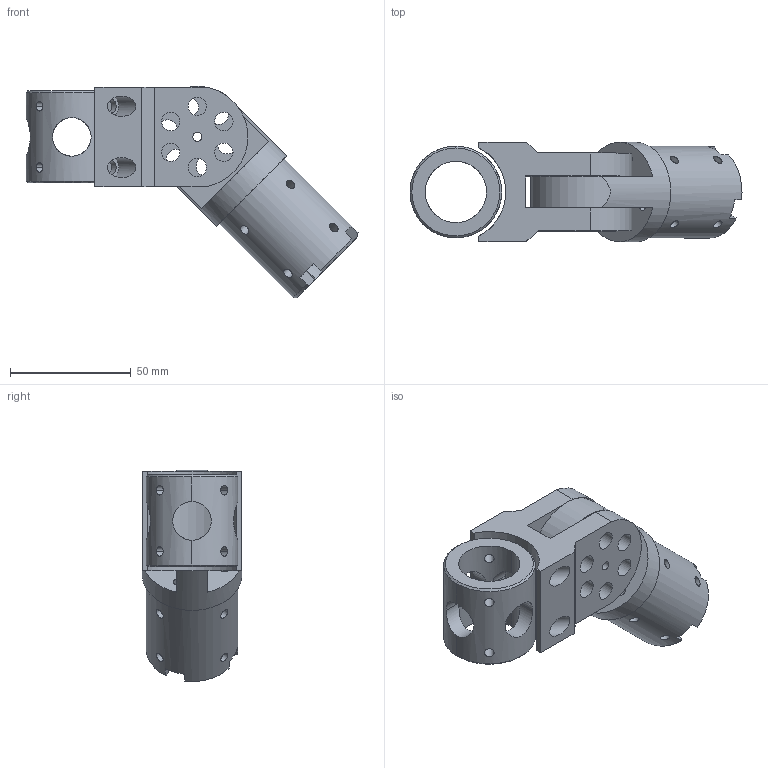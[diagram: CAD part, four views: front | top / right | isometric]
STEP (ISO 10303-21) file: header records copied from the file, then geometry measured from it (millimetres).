
FILE_DESCRIPTION(/* description */ ('Alibre Inc.'),/* implementation_level */ '2;1');
FILE_NAME(/* name */ 'export0',/* time_stamp */ '2016-08-08T20:58:41-07:00',/* author */ (''),/* organization */ (''),/* preprocessor_version */ 'ST-DEVELOPER v14',/* originating_system */ 'Alibre',/* authorisation */ '');
FILE_SCHEMA (('CONFIG_CONTROL_DESIGN'));
Length unit declared in the file: inch
Products named in the file (5): ID_1; ID_2; ID_3; ID_4
Bounding box: 137.53 x 41.27 x 87.44 mm (x, y, z)
Volume: 117055.1 mm3; surface area: 51127.4 mm2
Topology: 4 solids, 4 shells, 137 faces, 395 edges, 264 vertices
Faces by surface type: cylinder 83, plane 44, cone 8, bspline 2
Full cylindrical faces by diameter (mm): 3.734 x1, 3.988 x4, 4.039 x8, 5.563 x12, 6.477 x2, 7.62 x18, 8.331 x4, 11.306 x1, 20.828 x1, 37.973 x1, 41.275 x1
Entity records: 5867 total; most frequent: CARTESIAN_POINT 2079, ORIENTED_EDGE 660, DIRECTION 542, EDGE_CURVE 330, EDGE_LOOP 306, FACE_BOUND 306, VERTEX_POINT 252, AXIS2_PLACEMENT_3D 236
